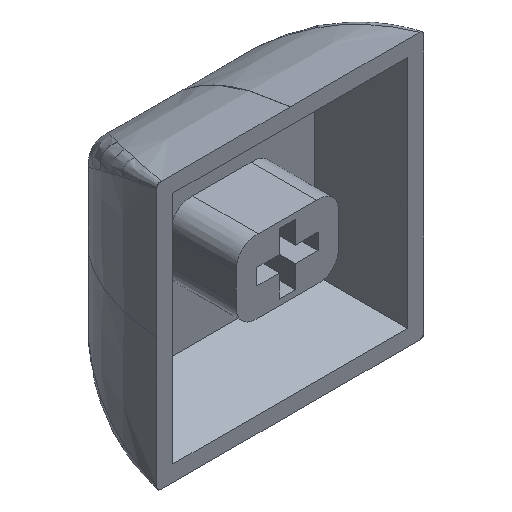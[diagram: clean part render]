
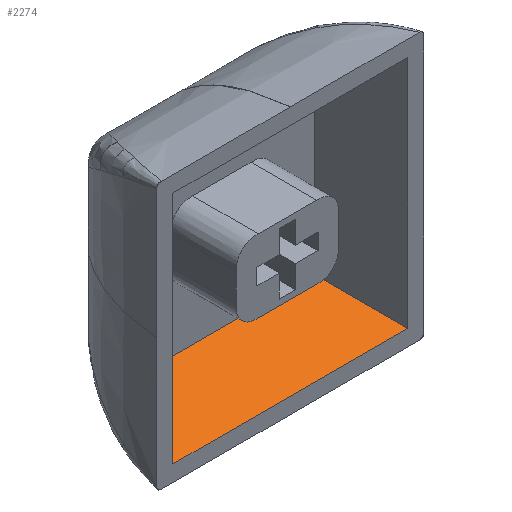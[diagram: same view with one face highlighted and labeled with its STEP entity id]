
A CAD part, isometric view. The second image highlights one B-rep face of the part: STEP entity #2274.
In plain terms, the highlighted planar face has unit normal (0, -0.342, 0.94).
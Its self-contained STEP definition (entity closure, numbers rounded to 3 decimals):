
#686 = EDGE_CURVE('',#687,#689,#691,.T.);
#687 = VERTEX_POINT('',#688);
#688 = CARTESIAN_POINT('',(6.349,4.7,-6.339));
#689 = VERTEX_POINT('',#690);
#690 = CARTESIAN_POINT('',(-6.349,4.7,-6.339));
#691 = SURFACE_CURVE('',#692,(#696,#708),.PCURVE_S1.);
#692 = LINE('',#693,#694);
#693 = CARTESIAN_POINT('',(-4.03,4.7,-6.339));
#694 = VECTOR('',#695,1.);
#695 = DIRECTION('',(-1.,0.,0.));
#696 = PCURVE('',#697,#702);
#697 = PLANE('',#698);
#698 = AXIS2_PLACEMENT_3D('',#699,#700,#701);
#699 = CARTESIAN_POINT('',(0.,4.7,0.));
#700 = DIRECTION('',(0.,1.,0.));
#701 = DIRECTION('',(0.,-0.,1.));
#702 = DEFINITIONAL_REPRESENTATION('',(#703),#707);
#703 = LINE('',#704,#705);
#704 = CARTESIAN_POINT('',(-6.339,-4.03));
#705 = VECTOR('',#706,1.);
#706 = DIRECTION('',(0.,-1.));
#707 = ( GEOMETRIC_REPRESENTATION_CONTEXT(2) 
PARAMETRIC_REPRESENTATION_CONTEXT() REPRESENTATION_CONTEXT('2D SPACE',''
  ) );
#708 = PCURVE('',#709,#714);
#709 = PLANE('',#710);
#710 = AXIS2_PLACEMENT_3D('',#711,#712,#713);
#711 = CARTESIAN_POINT('',(-8.06,0.,-8.05));
#712 = DIRECTION('',(0.,0.342,-0.94));
#713 = DIRECTION('',(-1.,0.,0.));
#714 = DEFINITIONAL_REPRESENTATION('',(#715),#719);
#715 = LINE('',#716,#717);
#716 = CARTESIAN_POINT('',(-4.03,5.002));
#717 = VECTOR('',#718,1.);
#718 = DIRECTION('',(1.,0.));
#719 = ( GEOMETRIC_REPRESENTATION_CONTEXT(2) 
PARAMETRIC_REPRESENTATION_CONTEXT() REPRESENTATION_CONTEXT('2D SPACE',''
  ) );
#737 = PLANE('',#738);
#738 = AXIS2_PLACEMENT_3D('',#739,#740,#741);
#739 = CARTESIAN_POINT('',(8.06,0.,-8.05));
#740 = DIRECTION('',(0.94,0.342,0.));
#741 = DIRECTION('',(0.,0.,-1.));
#791 = PLANE('',#792);
#792 = AXIS2_PLACEMENT_3D('',#793,#794,#795);
#793 = CARTESIAN_POINT('',(-8.06,0.,8.05));
#794 = DIRECTION('',(-0.94,0.342,0.));
#795 = DIRECTION('',(0.,0.,1.));
#1771 = PLANE('',#1772);
#1772 = AXIS2_PLACEMENT_3D('',#1773,#1774,#1775);
#1773 = CARTESIAN_POINT('',(-4.585,0.,-4.575));
#1774 = DIRECTION('',(0.,-1.,0.));
#1775 = DIRECTION('',(0.,0.,1.));
#1808 = EDGE_CURVE('',#1809,#687,#1811,.T.);
#1809 = VERTEX_POINT('',#1810);
#1810 = CARTESIAN_POINT('',(8.06,0.,-8.05));
#1811 = SURFACE_CURVE('',#1812,(#1816,#1823),.PCURVE_S1.);
#1812 = LINE('',#1813,#1814);
#1813 = CARTESIAN_POINT('',(7.216,2.319,
    -7.206));
#1814 = VECTOR('',#1815,1.);
#1815 = DIRECTION('',(-0.324,0.889,0.324));
#1816 = PCURVE('',#737,#1817);
#1817 = DEFINITIONAL_REPRESENTATION('',(#1818),#1822);
#1818 = LINE('',#1819,#1820);
#1819 = CARTESIAN_POINT('',(-0.844,2.468));
#1820 = VECTOR('',#1821,1.);
#1821 = DIRECTION('',(-0.324,0.946));
#1822 = ( GEOMETRIC_REPRESENTATION_CONTEXT(2) 
PARAMETRIC_REPRESENTATION_CONTEXT() REPRESENTATION_CONTEXT('2D SPACE',''
  ) );
#1823 = PCURVE('',#709,#1824);
#1824 = DEFINITIONAL_REPRESENTATION('',(#1825),#1829);
#1825 = LINE('',#1826,#1827);
#1826 = CARTESIAN_POINT('',(-15.276,2.468));
#1827 = VECTOR('',#1828,1.);
#1828 = DIRECTION('',(0.324,0.946));
#1829 = ( GEOMETRIC_REPRESENTATION_CONTEXT(2) 
PARAMETRIC_REPRESENTATION_CONTEXT() REPRESENTATION_CONTEXT('2D SPACE',''
  ) );
#2274 = ADVANCED_FACE('',(#2275),#709,.F.);
#2275 = FACE_BOUND('',#2276,.T.);
#2276 = EDGE_LOOP('',(#2277,#2278,#2301,#2322));
#2277 = ORIENTED_EDGE('',*,*,#686,.T.);
#2278 = ORIENTED_EDGE('',*,*,#2279,.F.);
#2279 = EDGE_CURVE('',#2280,#689,#2282,.T.);
#2280 = VERTEX_POINT('',#2281);
#2281 = CARTESIAN_POINT('',(-8.06,0.,-8.05));
#2282 = SURFACE_CURVE('',#2283,(#2287,#2294),.PCURVE_S1.);
#2283 = LINE('',#2284,#2285);
#2284 = CARTESIAN_POINT('',(-7.217,2.316,-7.207
    ));
#2285 = VECTOR('',#2286,1.);
#2286 = DIRECTION('',(0.324,0.889,0.324));
#2287 = PCURVE('',#709,#2288);
#2288 = DEFINITIONAL_REPRESENTATION('',(#2289),#2293);
#2289 = LINE('',#2290,#2291);
#2290 = CARTESIAN_POINT('',(-0.843,2.465));
#2291 = VECTOR('',#2292,1.);
#2292 = DIRECTION('',(-0.324,0.946));
#2293 = ( GEOMETRIC_REPRESENTATION_CONTEXT(2) 
PARAMETRIC_REPRESENTATION_CONTEXT() REPRESENTATION_CONTEXT('2D SPACE',''
  ) );
#2294 = PCURVE('',#791,#2295);
#2295 = DEFINITIONAL_REPRESENTATION('',(#2296),#2300);
#2296 = LINE('',#2297,#2298);
#2297 = CARTESIAN_POINT('',(-15.257,2.465));
#2298 = VECTOR('',#2299,1.);
#2299 = DIRECTION('',(0.324,0.946));
#2300 = ( GEOMETRIC_REPRESENTATION_CONTEXT(2) 
PARAMETRIC_REPRESENTATION_CONTEXT() REPRESENTATION_CONTEXT('2D SPACE',''
  ) );
#2301 = ORIENTED_EDGE('',*,*,#2302,.F.);
#2302 = EDGE_CURVE('',#1809,#2280,#2303,.T.);
#2303 = SURFACE_CURVE('',#2304,(#2308,#2315),.PCURVE_S1.);
#2304 = LINE('',#2305,#2306);
#2305 = CARTESIAN_POINT('',(-6.322,0.,-8.05));
#2306 = VECTOR('',#2307,1.);
#2307 = DIRECTION('',(-1.,0.,0.));
#2308 = PCURVE('',#709,#2309);
#2309 = DEFINITIONAL_REPRESENTATION('',(#2310),#2314);
#2310 = LINE('',#2311,#2312);
#2311 = CARTESIAN_POINT('',(-1.737,0.));
#2312 = VECTOR('',#2313,1.);
#2313 = DIRECTION('',(1.,0.));
#2314 = ( GEOMETRIC_REPRESENTATION_CONTEXT(2) 
PARAMETRIC_REPRESENTATION_CONTEXT() REPRESENTATION_CONTEXT('2D SPACE',''
  ) );
#2315 = PCURVE('',#1771,#2316);
#2316 = DEFINITIONAL_REPRESENTATION('',(#2317),#2321);
#2317 = LINE('',#2318,#2319);
#2318 = CARTESIAN_POINT('',(-3.475,1.737));
#2319 = VECTOR('',#2320,1.);
#2320 = DIRECTION('',(0.,1.));
#2321 = ( GEOMETRIC_REPRESENTATION_CONTEXT(2) 
PARAMETRIC_REPRESENTATION_CONTEXT() REPRESENTATION_CONTEXT('2D SPACE',''
  ) );
#2322 = ORIENTED_EDGE('',*,*,#1808,.T.);
